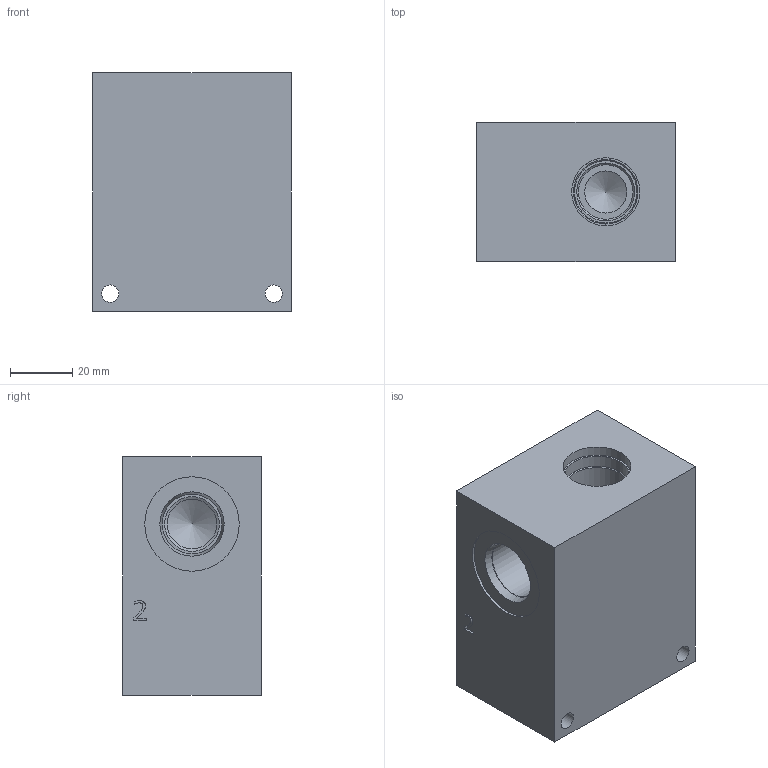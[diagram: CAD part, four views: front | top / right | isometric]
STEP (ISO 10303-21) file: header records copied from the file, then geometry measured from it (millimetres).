
FILE_DESCRIPTION(/* description */ (''),/* implementation_level */ '2;1');
FILE_NAME(/* name */ '_T13ACB8S.stp',/* time_stamp */ '2020-06-01T15:44:09-04:00',/* author */ ('devonn'),/* organization */ (''),/* preprocessor_version */ 'ST-DEVELOPER v17',/* originating_system */ 'Autodesk Inventor 2019',/* authorisation */ '');
FILE_SCHEMA (('AUTOMOTIVE_DESIGN { 1 0 10303 214 3 1 1 }'));
Length unit declared in the file: millimetre
Products named in the file (1): Part_AT13ACB8S.C13661R0_3D
Bounding box: 63.5 x 44.45 x 76.2 mm (x, y, z)
Volume: 187354.8 mm3; surface area: 29145.9 mm2
Topology: 1 solids, 1 shells, 389 faces, 1070 edges, 718 vertices
Faces by surface type: plane 255, bspline 105, cylinder 18, cone 11
Full cylindrical faces by diameter (mm): 5.563 x2, 13.487 x1, 15.875 x2, 17.45 x1, 17.501 x2, 18.542 x1, 19.05 x2, 19.253 x2, 19.99 x1, 20.625 x1, 21.819 x1, 30.251 x2
Entity records: 13187 total; most frequent: CARTESIAN_POINT 3540, ORIENTED_EDGE 2134, DIRECTION 1496, EDGE_CURVE 1067, LINE 788, VECTOR 788, VERTEX_POINT 718, EDGE_LOOP 431
